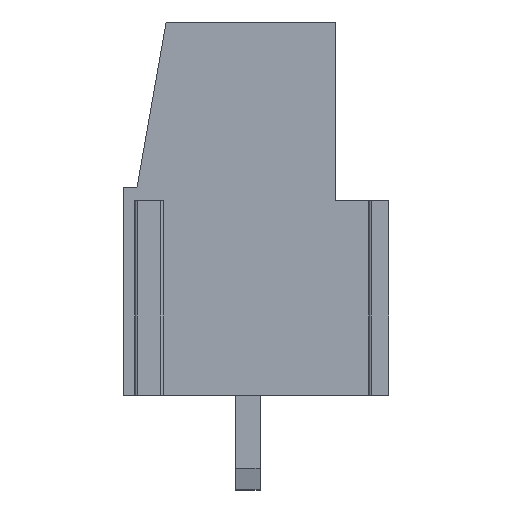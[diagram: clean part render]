
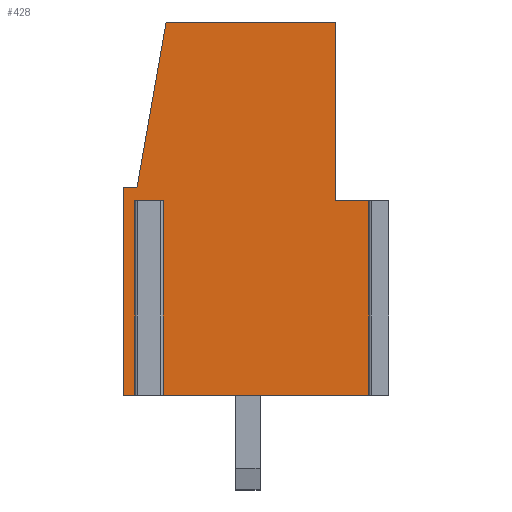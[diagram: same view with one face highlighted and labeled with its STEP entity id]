
A CAD part, left-side view. The second image highlights one B-rep face of the part: STEP entity #428.
In plain terms, the highlighted planar face has unit normal (-1, 0, 0).
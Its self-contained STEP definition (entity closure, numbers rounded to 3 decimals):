
#428 = ADVANCED_FACE( 'F0', ( #914 ), #915, .T. );
#914 = FACE_OUTER_BOUND( '', #1478, .T. );
#915 = PLANE( '', #1479 );
#1478 = EDGE_LOOP( '', ( #2556, #2557, #2558, #2559, #2560, #2561, #2562, #2563, #2564, #2565, #2566, #2567 ) );
#1479 = AXIS2_PLACEMENT_3D( '', #2568, #2569, #2570 );
#2556 = ORIENTED_EDGE( '', *, *, #3545, .T. );
#2557 = ORIENTED_EDGE( '', *, *, #3883, .T. );
#2558 = ORIENTED_EDGE( '', *, *, #3817, .T. );
#2559 = ORIENTED_EDGE( '', *, *, #3913, .T. );
#2560 = ORIENTED_EDGE( '', *, *, #3843, .T. );
#2561 = ORIENTED_EDGE( '', *, *, #3914, .F. );
#2562 = ORIENTED_EDGE( '', *, *, #3915, .T. );
#2563 = ORIENTED_EDGE( '', *, *, #3916, .T. );
#2564 = ORIENTED_EDGE( '', *, *, #3917, .T. );
#2565 = ORIENTED_EDGE( '', *, *, #3918, .T. );
#2566 = ORIENTED_EDGE( '', *, *, #3824, .T. );
#2567 = ORIENTED_EDGE( '', *, *, #3653, .T. );
#2568 = CARTESIAN_POINT( '', ( -2.5, 0., 0. ) );
#2569 = DIRECTION( '', ( -1., 0., 0. ) );
#2570 = DIRECTION( '', ( 0., 0., 1. ) );
#3545 = EDGE_CURVE( '', #4263, #4264, #4265, .T. );
#3653 = EDGE_CURVE( '', #4449, #4263, #4450, .T. );
#3817 = EDGE_CURVE( '', #4712, #4710, #4713, .T. );
#3824 = EDGE_CURVE( '', #4721, #4449, #4724, .T. );
#3843 = EDGE_CURVE( '', #4750, #4748, #4751, .T. );
#3883 = EDGE_CURVE( '', #4264, #4712, #4809, .T. );
#3913 = EDGE_CURVE( '', #4710, #4750, #4853, .T. );
#3914 = EDGE_CURVE( '', #4854, #4748, #4855, .T. );
#3915 = EDGE_CURVE( '', #4854, #4856, #4857, .T. );
#3916 = EDGE_CURVE( '', #4856, #4858, #4859, .T. );
#3917 = EDGE_CURVE( '', #4858, #4860, #4861, .T. );
#3918 = EDGE_CURVE( '', #4860, #4721, #4862, .T. );
#4263 = VERTEX_POINT( '', #5287 );
#4264 = VERTEX_POINT( '', #5288 );
#4265 = LINE( '', #5289, #5290 );
#4449 = VERTEX_POINT( '', #5561 );
#4450 = LINE( '', #5562, #5563 );
#4710 = VERTEX_POINT( '', #5947 );
#4712 = VERTEX_POINT( '', #5950 );
#4713 = LINE( '', #5951, #5952 );
#4721 = VERTEX_POINT( '', #5963 );
#4724 = LINE( '', #5968, #5969 );
#4748 = VERTEX_POINT( '', #6002 );
#4750 = VERTEX_POINT( '', #6005 );
#4751 = LINE( '', #6006, #6007 );
#4809 = LINE( '', #6090, #6091 );
#4853 = LINE( '', #6159, #6160 );
#4854 = VERTEX_POINT( '', #6161 );
#4855 = LINE( '', #6162, #6163 );
#4856 = VERTEX_POINT( '', #6164 );
#4857 = LINE( '', #6165, #6166 );
#4858 = VERTEX_POINT( '', #6167 );
#4859 = LINE( '', #6168, #6169 );
#4860 = VERTEX_POINT( '', #6170 );
#4861 = LINE( '', #6171, #6172 );
#4862 = LINE( '', #6173, #6174 );
#5287 = CARTESIAN_POINT( '', ( -2.5, -1.576, 13.8 ) );
#5288 = CARTESIAN_POINT( '', ( -2.5, -0.5, 7.7 ) );
#5289 = CARTESIAN_POINT( '', ( -2.5, 2.798, -11.007 ) );
#5290 = VECTOR( '', #6616, 1000. );
#5561 = CARTESIAN_POINT( '', ( -2.5, -7.85, 13.8 ) );
#5562 = CARTESIAN_POINT( '', ( -2.5, 0., 13.8 ) );
#5563 = VECTOR( '', #6713, 1000. );
#5947 = CARTESIAN_POINT( '', ( -2.5, 0., 0. ) );
#5950 = CARTESIAN_POINT( '', ( -2.5, 0., 7.7 ) );
#5951 = CARTESIAN_POINT( '', ( -2.5, 0., -11.5 ) );
#5952 = VECTOR( '', #6860, 1000. );
#5963 = CARTESIAN_POINT( '', ( -2.5, -7.85, 7.2 ) );
#5968 = CARTESIAN_POINT( '', ( -2.5, -7.85, 0. ) );
#5969 = VECTOR( '', #6866, 1000. );
#6002 = CARTESIAN_POINT( '', ( -2.5, -0.696, 7.2 ) );
#6005 = CARTESIAN_POINT( '', ( -2.5, -0.696, 0. ) );
#6006 = CARTESIAN_POINT( '', ( -2.5, -0.696, 0. ) );
#6007 = VECTOR( '', #6892, 1000. );
#6090 = CARTESIAN_POINT( '', ( -2.5, 0., 7.7 ) );
#6091 = VECTOR( '', #6927, 1000. );
#6159 = CARTESIAN_POINT( '', ( -2.5, 0., 0. ) );
#6160 = VECTOR( '', #6952, 1000. );
#6161 = CARTESIAN_POINT( '', ( -2.5, -1.204, 7.2 ) );
#6162 = CARTESIAN_POINT( '', ( -2.5, 0., 7.2 ) );
#6163 = VECTOR( '', #6953, 1000. );
#6164 = CARTESIAN_POINT( '', ( -2.5, -1.204, 0. ) );
#6165 = CARTESIAN_POINT( '', ( -2.5, -1.204, 0. ) );
#6166 = VECTOR( '', #6954, 1000. );
#6167 = CARTESIAN_POINT( '', ( -2.5, -9.346, 0. ) );
#6168 = CARTESIAN_POINT( '', ( -2.5, 0., 0. ) );
#6169 = VECTOR( '', #6955, 1000. );
#6170 = CARTESIAN_POINT( '', ( -2.5, -9.346, 7.2 ) );
#6171 = CARTESIAN_POINT( '', ( -2.5, -9.346, 0. ) );
#6172 = VECTOR( '', #6956, 1000. );
#6173 = CARTESIAN_POINT( '', ( -2.5, 0., 7.2 ) );
#6174 = VECTOR( '', #6957, 1000. );
#6616 = DIRECTION( '', ( 0., 0.174, -0.985 ) );
#6713 = DIRECTION( '', ( 0., 1., 0. ) );
#6860 = DIRECTION( '', ( 0., 0., -1. ) );
#6866 = DIRECTION( '', ( 0., 0., 1. ) );
#6892 = DIRECTION( '', ( 0., 0., 1. ) );
#6927 = DIRECTION( '', ( 0., 1., 0. ) );
#6952 = DIRECTION( '', ( 0., -1., 0. ) );
#6953 = DIRECTION( '', ( 0., 1., 0. ) );
#6954 = DIRECTION( '', ( 0., 0., -1. ) );
#6955 = DIRECTION( '', ( 0., -1., 0. ) );
#6956 = DIRECTION( '', ( 0., 0., 1. ) );
#6957 = DIRECTION( '', ( 0., 1., 0. ) );
